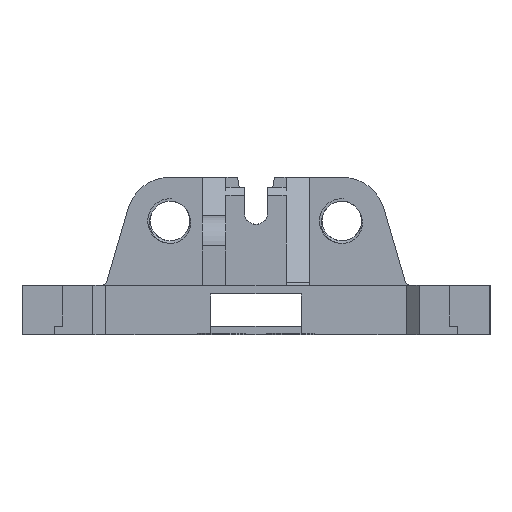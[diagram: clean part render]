
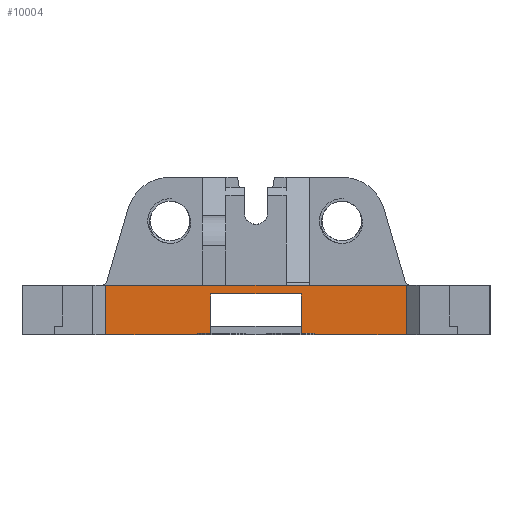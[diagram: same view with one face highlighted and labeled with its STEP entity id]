
A CAD part, front view. The second image highlights one B-rep face of the part: STEP entity #10004.
In plain terms, the highlighted face is planar.
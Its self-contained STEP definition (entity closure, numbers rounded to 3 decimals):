
#696 = VECTOR ( 'NONE', #2894, 1000. ) ;
#1074 = LINE ( 'NONE', #13039, #13154 ) ;
#1353 = VERTEX_POINT ( 'NONE', #6748 ) ;
#1419 = CARTESIAN_POINT ( 'NONE',  ( 112.166, 5., -6.5 ) ) ;
#1433 = CARTESIAN_POINT ( 'NONE',  ( 112.166, 50.5, -0.4 ) ) ;
#1478 = VECTOR ( 'NONE', #4055, 1000. ) ;
#1597 = CARTESIAN_POINT ( 'NONE',  ( 112.166, 5., 0. ) ) ;
#1623 = VERTEX_POINT ( 'NONE', #6294 ) ;
#1635 = CARTESIAN_POINT ( 'NONE',  ( 112.166, 50.5, -9.5 ) ) ;
#1644 = VECTOR ( 'NONE', #12770, 1000. ) ;
#1984 = CARTESIAN_POINT ( 'NONE',  ( 112.166, 53.601, -0.4 ) ) ;
#2025 = VECTOR ( 'NONE', #14783, 1000. ) ;
#2039 = EDGE_CURVE ( 'NONE', #10652, #7508, #4502, .T. ) ;
#2105 = VECTOR ( 'NONE', #14898, 1000. ) ;
#2169 = ORIENTED_EDGE ( 'NONE', *, *, #12547, .F. ) ;
#2357 = CARTESIAN_POINT ( 'NONE',  ( 112.166, 5., -0.4 ) ) ;
#2577 = DIRECTION ( 'NONE',  ( 0., 0., -1. ) ) ;
#2643 = ORIENTED_EDGE ( 'NONE', *, *, #6793, .F. ) ;
#2857 = ORIENTED_EDGE ( 'NONE', *, *, #3937, .F. ) ;
#2894 = DIRECTION ( 'NONE',  ( 0., 0., 1. ) ) ;
#2932 = VERTEX_POINT ( 'NONE', #4282 ) ;
#2970 = DIRECTION ( 'NONE',  ( 0., 0., 1. ) ) ;
#3434 = LINE ( 'NONE', #11886, #7069 ) ;
#3437 = DIRECTION ( 'NONE',  ( 0., 1., 0. ) ) ;
#3563 = VECTOR ( 'NONE', #12351, 1000. ) ;
#3696 = VERTEX_POINT ( 'NONE', #1597 ) ;
#3838 = ORIENTED_EDGE ( 'NONE', *, *, #4603, .F. ) ;
#3937 = EDGE_CURVE ( 'NONE', #1353, #12737, #12128, .T. ) ;
#3993 = CARTESIAN_POINT ( 'NONE',  ( 112.166, 5., 0. ) ) ;
#4055 = DIRECTION ( 'NONE',  ( 0., 1., 0. ) ) ;
#4072 = ORIENTED_EDGE ( 'NONE', *, *, #9704, .T. ) ;
#4132 = ORIENTED_EDGE ( 'NONE', *, *, #7562, .T. ) ;
#4282 = CARTESIAN_POINT ( 'NONE',  ( 112.166, 53.601, -0.4 ) ) ;
#4502 = LINE ( 'NONE', #5238, #3563 ) ;
#4525 = EDGE_CURVE ( 'NONE', #9208, #13503, #9082, .T. ) ;
#4603 = EDGE_CURVE ( 'NONE', #7266, #1623, #1074, .T. ) ;
#4873 = LINE ( 'NONE', #1984, #1644 ) ;
#4964 = AXIS2_PLACEMENT_3D ( 'NONE', #5372, #15150, #2970 ) ;
#5072 = LINE ( 'NONE', #11260, #2025 ) ;
#5238 = CARTESIAN_POINT ( 'NONE',  ( 112.166, 50.5, -6.5 ) ) ;
#5339 = VECTOR ( 'NONE', #12451, 1000. ) ;
#5358 = CARTESIAN_POINT ( 'NONE',  ( 112.166, 29.5, -6.5 ) ) ;
#5372 = CARTESIAN_POINT ( 'NONE',  ( 112.166, 5., -6.5 ) ) ;
#5866 = ORIENTED_EDGE ( 'NONE', *, *, #2039, .F. ) ;
#6227 = EDGE_CURVE ( 'NONE', #3696, #1353, #13803, .T. ) ;
#6285 = CARTESIAN_POINT ( 'NONE',  ( 112.166, 29.5, -9.5 ) ) ;
#6294 = CARTESIAN_POINT ( 'NONE',  ( 112.166, 26.399, 0. ) ) ;
#6607 = PLANE ( 'NONE',  #4964 ) ;
#6748 = CARTESIAN_POINT ( 'NONE',  ( 112.166, 5., -11.5 ) ) ;
#6793 = EDGE_CURVE ( 'NONE', #7508, #9208, #14181, .T. ) ;
#7069 = VECTOR ( 'NONE', #15651, 1000. ) ;
#7266 = VERTEX_POINT ( 'NONE', #10490 ) ;
#7508 = VERTEX_POINT ( 'NONE', #1635 ) ;
#7562 = EDGE_CURVE ( 'NONE', #12189, #10531, #10784, .T. ) ;
#7642 = CARTESIAN_POINT ( 'NONE',  ( 112.166, 5., -9.5 ) ) ;
#7722 = CARTESIAN_POINT ( 'NONE',  ( 112.166, 75., 0. ) ) ;
#8003 = VECTOR ( 'NONE', #2577, 1000. ) ;
#8295 = EDGE_CURVE ( 'NONE', #7266, #13503, #5072, .T. ) ;
#8509 = EDGE_CURVE ( 'NONE', #12189, #2932, #4873, .T. ) ;
#8757 = VECTOR ( 'NONE', #12443, 1000. ) ;
#9082 = LINE ( 'NONE', #5358, #696 ) ;
#9208 = VERTEX_POINT ( 'NONE', #6285 ) ;
#9405 = DIRECTION ( 'NONE',  ( 0., 0., 1. ) ) ;
#9427 = VECTOR ( 'NONE', #3437, 1000. ) ;
#9694 = ORIENTED_EDGE ( 'NONE', *, *, #8295, .T. ) ;
#9704 = EDGE_CURVE ( 'NONE', #10652, #2932, #11102, .T. ) ;
#10004 = ADVANCED_FACE ( 'NONE', ( #12772 ), #6607, .T. ) ;
#10085 = CARTESIAN_POINT ( 'NONE',  ( 112.166, 5., -11.5 ) ) ;
#10490 = CARTESIAN_POINT ( 'NONE',  ( 112.166, 26.399, -0.4 ) ) ;
#10531 = VERTEX_POINT ( 'NONE', #14229 ) ;
#10652 = VERTEX_POINT ( 'NONE', #1433 ) ;
#10784 = LINE ( 'NONE', #7722, #1478 ) ;
#10881 = CARTESIAN_POINT ( 'NONE',  ( 112.166, 29.5, -0.4 ) ) ;
#11102 = LINE ( 'NONE', #2357, #9427 ) ;
#11260 = CARTESIAN_POINT ( 'NONE',  ( 112.166, 5., -0.4 ) ) ;
#11291 = ORIENTED_EDGE ( 'NONE', *, *, #6227, .F. ) ;
#11822 = CARTESIAN_POINT ( 'NONE',  ( 112.166, 75., -11.5 ) ) ;
#11886 = CARTESIAN_POINT ( 'NONE',  ( 112.166, 75., -6.5 ) ) ;
#12128 = LINE ( 'NONE', #10085, #2105 ) ;
#12189 = VERTEX_POINT ( 'NONE', #14468 ) ;
#12290 = EDGE_CURVE ( 'NONE', #10531, #12737, #3434, .T. ) ;
#12351 = DIRECTION ( 'NONE',  ( 0., 0., -1. ) ) ;
#12443 = DIRECTION ( 'NONE',  ( 0., -1., 0. ) ) ;
#12451 = DIRECTION ( 'NONE',  ( 0., -1., 0. ) ) ;
#12547 = EDGE_CURVE ( 'NONE', #1623, #3696, #14970, .T. ) ;
#12726 = ORIENTED_EDGE ( 'NONE', *, *, #4525, .F. ) ;
#12737 = VERTEX_POINT ( 'NONE', #11822 ) ;
#12770 = DIRECTION ( 'NONE',  ( 0., 0., -1. ) ) ;
#12772 = FACE_OUTER_BOUND ( 'NONE', #14933, .T. ) ;
#13039 = CARTESIAN_POINT ( 'NONE',  ( 112.166, 26.399, -0.4 ) ) ;
#13154 = VECTOR ( 'NONE', #9405, 1000. ) ;
#13503 = VERTEX_POINT ( 'NONE', #10881 ) ;
#13803 = LINE ( 'NONE', #1419, #8003 ) ;
#14002 = ORIENTED_EDGE ( 'NONE', *, *, #12290, .T. ) ;
#14181 = LINE ( 'NONE', #7642, #8757 ) ;
#14229 = CARTESIAN_POINT ( 'NONE',  ( 112.166, 75., 0. ) ) ;
#14468 = CARTESIAN_POINT ( 'NONE',  ( 112.166, 53.601, 0. ) ) ;
#14783 = DIRECTION ( 'NONE',  ( 0., 1., 0. ) ) ;
#14898 = DIRECTION ( 'NONE',  ( 0., 1., 0. ) ) ;
#14933 = EDGE_LOOP ( 'NONE', ( #15079, #4132, #14002, #2857, #11291, #2169, #3838, #9694, #12726, #2643, #5866, #4072 ) ) ;
#14970 = LINE ( 'NONE', #3993, #5339 ) ;
#15079 = ORIENTED_EDGE ( 'NONE', *, *, #8509, .F. ) ;
#15150 = DIRECTION ( 'NONE',  ( -1., 0., 0. ) ) ;
#15651 = DIRECTION ( 'NONE',  ( 0., 0., -1. ) ) ;
